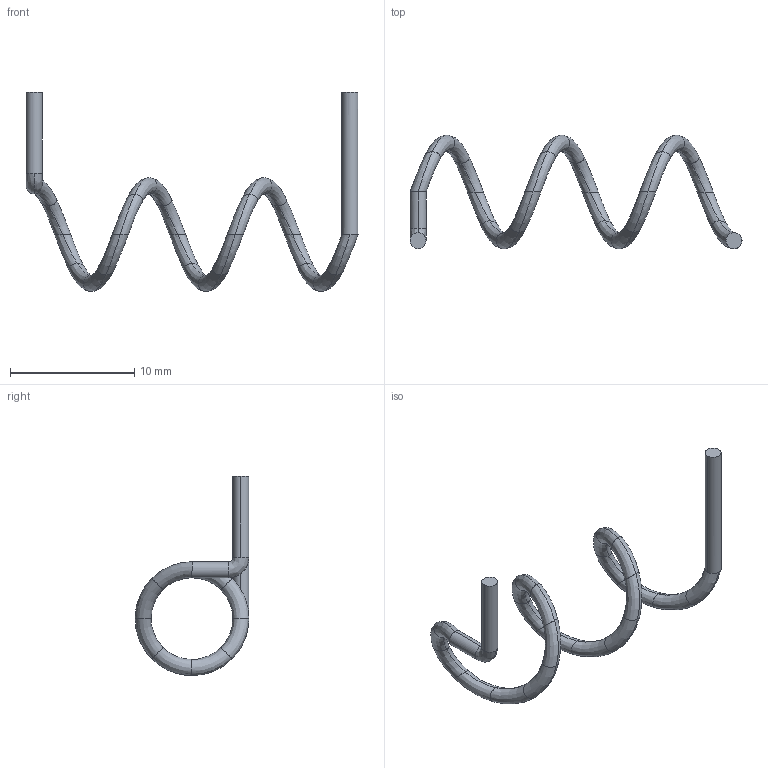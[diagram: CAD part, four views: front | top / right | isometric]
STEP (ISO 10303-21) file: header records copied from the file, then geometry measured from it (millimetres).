
FILE_DESCRIPTION (( 'STEP AP214' ), '1' );
FILE_NAME ('ANT-868-HESM.STEP', '2025-04-14T06:07:01', ( '' ), ( '' ), 'SwSTEP 2.0', 'SolidWorks 2023', '' );
FILE_SCHEMA (( 'AUTOMOTIVE_DESIGN' ));
Length unit declared in the file: millimetre
Products named in the file (1): ANT-868-HESM
Bounding box: 26.69 x 9.14 x 16 mm (x, y, z)
Volume: 118 mm3; surface area: 378 mm2
Topology: 1 solids, 1 shells, 54 faces, 112 edges, 60 vertices
Faces by surface type: bspline 46, cylinder 6, plane 2
Entity records: 7080 total; most frequent: CARTESIAN_POINT 5662, ORIENTED_EDGE 224, EDGE_CURVE 112, B_SPLINE_CURVE_WITH_KNOTS 94, VERTEX_POINT 60, UNCERTAINTY_MEASURE_WITH_UNIT 56, SURFACE_STYLE_FILL_AREA 55, FILL_AREA_STYLE_COLOUR 55
